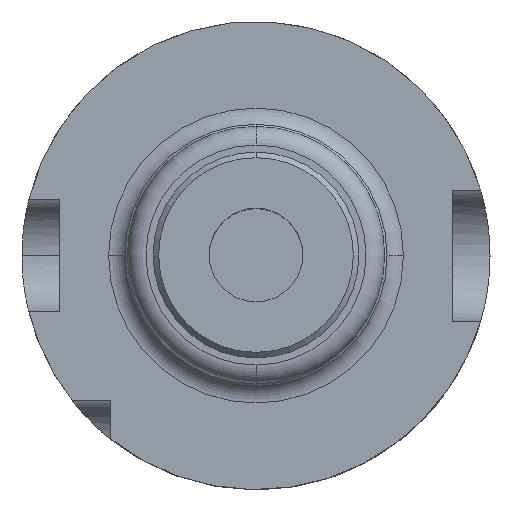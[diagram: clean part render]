
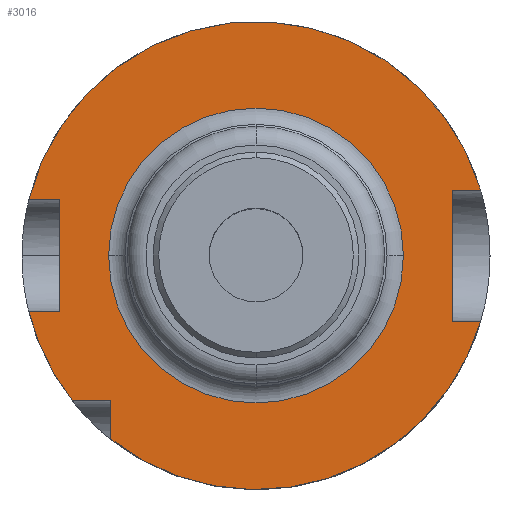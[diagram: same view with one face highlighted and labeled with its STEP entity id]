
A CAD part, top view. The second image highlights one B-rep face of the part: STEP entity #3016.
In plain terms, the highlighted planar face has unit normal (0, 0, 1).
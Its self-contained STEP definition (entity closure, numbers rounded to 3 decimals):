
#3 = PLANE ( 'NONE',  #3003 ) ;
#21 = VERTEX_POINT ( 'NONE', #1988 ) ;
#53 = CARTESIAN_POINT ( 'NONE',  ( -15.5, -19.615, 26. ) ) ;
#76 = CARTESIAN_POINT ( 'NONE',  ( 31., -7., 26. ) ) ;
#90 = DIRECTION ( 'NONE',  ( 0., -1., 0. ) ) ;
#111 = VECTOR ( 'NONE', #1593, 1000. ) ;
#126 = ORIENTED_EDGE ( 'NONE', *, *, #2977, .T. ) ;
#144 = CARTESIAN_POINT ( 'NONE',  ( -24.269, -6., 26. ) ) ;
#218 = DIRECTION ( 'NONE',  ( 0., 0., 1. ) ) ;
#221 = VERTEX_POINT ( 'NONE', #1746 ) ;
#244 = DIRECTION ( 'NONE',  ( -1., 0., 0. ) ) ;
#266 = ORIENTED_EDGE ( 'NONE', *, *, #1765, .T. ) ;
#334 = AXIS2_PLACEMENT_3D ( 'NONE', #785, #1861, #1560 ) ;
#418 = VECTOR ( 'NONE', #90, 1000. ) ;
#471 = EDGE_CURVE ( 'NONE', #2952, #3148, #491, .T. ) ;
#476 = CARTESIAN_POINT ( 'NONE',  ( 21., 7., 26. ) ) ;
#490 = ORIENTED_EDGE ( 'NONE', *, *, #2348, .T. ) ;
#491 = CIRCLE ( 'NONE', #710, 15.75 ) ;
#495 = DIRECTION ( 'NONE',  ( 1., 0., 0. ) ) ;
#498 = CARTESIAN_POINT ( 'NONE',  ( 24., -7., 26. ) ) ;
#503 = DIRECTION ( 'NONE',  ( 1., 0., 0. ) ) ;
#581 = CIRCLE ( 'NONE', #1400, 25. ) ;
#656 = LINE ( 'NONE', #1806, #3189 ) ;
#710 = AXIS2_PLACEMENT_3D ( 'NONE', #3127, #2871, #244 ) ;
#728 = EDGE_CURVE ( 'NONE', #3148, #2952, #889, .T. ) ;
#785 = CARTESIAN_POINT ( 'NONE',  ( 0., 0., 26. ) ) ;
#810 = CARTESIAN_POINT ( 'NONE',  ( -21., 6., 26. ) ) ;
#875 = CARTESIAN_POINT ( 'NONE',  ( 21., -7., 26. ) ) ;
#877 = VECTOR ( 'NONE', #1031, 1000. ) ;
#889 = CIRCLE ( 'NONE', #2525, 15.75 ) ;
#911 = EDGE_LOOP ( 'NONE', ( #3123, #956 ) ) ;
#943 = EDGE_LOOP ( 'NONE', ( #3297, #1728, #1088, #1344, #2948, #1967, #2040, #266, #126, #490, #1698 ) ) ;
#956 = ORIENTED_EDGE ( 'NONE', *, *, #471, .T. ) ;
#966 = VERTEX_POINT ( 'NONE', #476 ) ;
#1031 = DIRECTION ( 'NONE',  ( 1., 0., 0. ) ) ;
#1088 = ORIENTED_EDGE ( 'NONE', *, *, #2133, .T. ) ;
#1192 = LINE ( 'NONE', #1459, #2160 ) ;
#1280 = CARTESIAN_POINT ( 'NONE',  ( -19.615, -15.5, 26. ) ) ;
#1344 = ORIENTED_EDGE ( 'NONE', *, *, #1469, .T. ) ;
#1347 = CARTESIAN_POINT ( 'NONE',  ( 0., 0., 26. ) ) ;
#1371 = FACE_BOUND ( 'NONE', #911, .T. ) ;
#1400 = AXIS2_PLACEMENT_3D ( 'NONE', #3372, #218, #503 ) ;
#1459 = CARTESIAN_POINT ( 'NONE',  ( -21., -6., 26. ) ) ;
#1469 = EDGE_CURVE ( 'NONE', #2992, #1878, #2495, .T. ) ;
#1541 = VERTEX_POINT ( 'NONE', #2693 ) ;
#1547 = CARTESIAN_POINT ( 'NONE',  ( 24., 7., 26. ) ) ;
#1560 = DIRECTION ( 'NONE',  ( 1., 0., 0. ) ) ;
#1580 = DIRECTION ( 'NONE',  ( 0., 0., -1. ) ) ;
#1593 = DIRECTION ( 'NONE',  ( 1., 0., 0. ) ) ;
#1618 = CARTESIAN_POINT ( 'NONE',  ( -31., 6., 26. ) ) ;
#1675 = DIRECTION ( 'NONE',  ( 0., 0., -1. ) ) ;
#1698 = ORIENTED_EDGE ( 'NONE', *, *, #2449, .F. ) ;
#1725 = VECTOR ( 'NONE', #1965, 1000. ) ;
#1728 = ORIENTED_EDGE ( 'NONE', *, *, #2951, .T. ) ;
#1738 = VERTEX_POINT ( 'NONE', #810 ) ;
#1746 = CARTESIAN_POINT ( 'NONE',  ( 21., -7., 26. ) ) ;
#1765 = EDGE_CURVE ( 'NONE', #2533, #1777, #2698, .T. ) ;
#1777 = VERTEX_POINT ( 'NONE', #2632 ) ;
#1793 = AXIS2_PLACEMENT_3D ( 'NONE', #1347, #3192, #2681 ) ;
#1806 = CARTESIAN_POINT ( 'NONE',  ( -31., -6., 26. ) ) ;
#1813 = LINE ( 'NONE', #875, #418 ) ;
#1825 = LINE ( 'NONE', #2090, #877 ) ;
#1851 = CARTESIAN_POINT ( 'NONE',  ( 31., 7., 26. ) ) ;
#1852 = EDGE_CURVE ( 'NONE', #966, #221, #1813, .T. ) ;
#1861 = DIRECTION ( 'NONE',  ( 0., 0., 1. ) ) ;
#1878 = VERTEX_POINT ( 'NONE', #498 ) ;
#1914 = DIRECTION ( 'NONE',  ( -1., 0., 0. ) ) ;
#1965 = DIRECTION ( 'NONE',  ( 0., -1., 0. ) ) ;
#1967 = ORIENTED_EDGE ( 'NONE', *, *, #1852, .F. ) ;
#1970 = CARTESIAN_POINT ( 'NONE',  ( 0., 0., 26. ) ) ;
#1979 = VECTOR ( 'NONE', #2797, 1000. ) ;
#1988 = CARTESIAN_POINT ( 'NONE',  ( -15.5, -15.5, 26. ) ) ;
#2040 = ORIENTED_EDGE ( 'NONE', *, *, #3266, .F. ) ;
#2062 = EDGE_CURVE ( 'NONE', #1878, #221, #3335, .T. ) ;
#2090 = CARTESIAN_POINT ( 'NONE',  ( 0., -15.5, 26. ) ) ;
#2133 = EDGE_CURVE ( 'NONE', #21, #2992, #2162, .T. ) ;
#2160 = VECTOR ( 'NONE', #2254, 1000. ) ;
#2162 = LINE ( 'NONE', #3024, #1725 ) ;
#2227 = LINE ( 'NONE', #1618, #111 ) ;
#2254 = DIRECTION ( 'NONE',  ( 0., -1., 0. ) ) ;
#2348 = EDGE_CURVE ( 'NONE', #1738, #1541, #1192, .T. ) ;
#2449 = EDGE_CURVE ( 'NONE', #2702, #1541, #656, .T. ) ;
#2495 = CIRCLE ( 'NONE', #1793, 25. ) ;
#2514 = LINE ( 'NONE', #1851, #1979 ) ;
#2525 = AXIS2_PLACEMENT_3D ( 'NONE', #1970, #1675, #3020 ) ;
#2533 = VERTEX_POINT ( 'NONE', #1547 ) ;
#2632 = CARTESIAN_POINT ( 'NONE',  ( -24.269, 6., 26. ) ) ;
#2681 = DIRECTION ( 'NONE',  ( 1., 0., 0. ) ) ;
#2693 = CARTESIAN_POINT ( 'NONE',  ( -21., -6., 26. ) ) ;
#2698 = CIRCLE ( 'NONE', #334, 25. ) ;
#2702 = VERTEX_POINT ( 'NONE', #144 ) ;
#2797 = DIRECTION ( 'NONE',  ( -1., 0., 0. ) ) ;
#2837 = FACE_OUTER_BOUND ( 'NONE', #943, .T. ) ;
#2871 = DIRECTION ( 'NONE',  ( 0., 0., -1. ) ) ;
#2879 = CARTESIAN_POINT ( 'NONE',  ( 15.75, 0., 26. ) ) ;
#2928 = DIRECTION ( 'NONE',  ( -1., 0., 0. ) ) ;
#2948 = ORIENTED_EDGE ( 'NONE', *, *, #2062, .T. ) ;
#2951 = EDGE_CURVE ( 'NONE', #3363, #21, #1825, .T. ) ;
#2952 = VERTEX_POINT ( 'NONE', #2879 ) ;
#2962 = EDGE_CURVE ( 'NONE', #2702, #3363, #581, .T. ) ;
#2977 = EDGE_CURVE ( 'NONE', #1777, #1738, #2227, .T. ) ;
#2992 = VERTEX_POINT ( 'NONE', #53 ) ;
#3003 = AXIS2_PLACEMENT_3D ( 'NONE', #3176, #1580, #2928 ) ;
#3016 = ADVANCED_FACE ( 'NONE', ( #1371, #2837 ), #3, .F. ) ;
#3020 = DIRECTION ( 'NONE',  ( -1., 0., 0. ) ) ;
#3024 = CARTESIAN_POINT ( 'NONE',  ( -15.5, 25., 26. ) ) ;
#3058 = CARTESIAN_POINT ( 'NONE',  ( -15.75, 0., 26. ) ) ;
#3094 = VECTOR ( 'NONE', #1914, 1000. ) ;
#3123 = ORIENTED_EDGE ( 'NONE', *, *, #728, .T. ) ;
#3127 = CARTESIAN_POINT ( 'NONE',  ( 0., 0., 26. ) ) ;
#3148 = VERTEX_POINT ( 'NONE', #3058 ) ;
#3176 = CARTESIAN_POINT ( 'NONE',  ( 0., 25., 26. ) ) ;
#3189 = VECTOR ( 'NONE', #495, 1000. ) ;
#3192 = DIRECTION ( 'NONE',  ( 0., 0., 1. ) ) ;
#3266 = EDGE_CURVE ( 'NONE', #2533, #966, #2514, .T. ) ;
#3297 = ORIENTED_EDGE ( 'NONE', *, *, #2962, .T. ) ;
#3335 = LINE ( 'NONE', #76, #3094 ) ;
#3363 = VERTEX_POINT ( 'NONE', #1280 ) ;
#3372 = CARTESIAN_POINT ( 'NONE',  ( 0., 0., 26. ) ) ;
